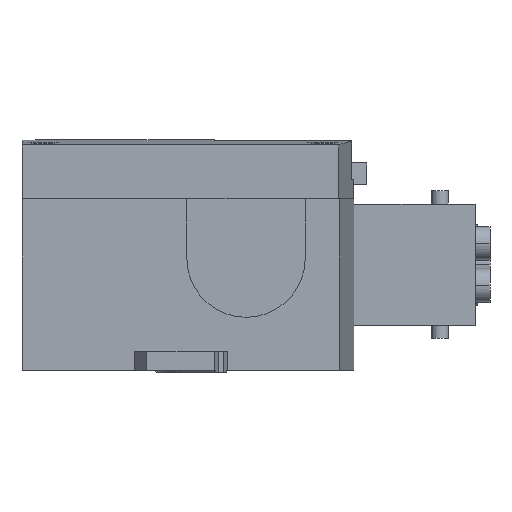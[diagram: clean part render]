
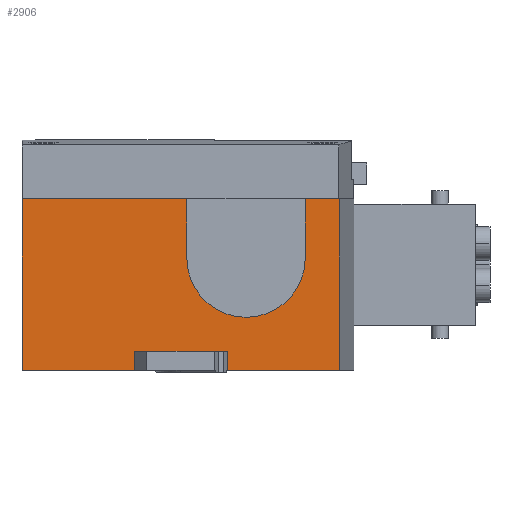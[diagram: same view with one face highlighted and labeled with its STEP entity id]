
A CAD part, left-side view. The second image highlights one B-rep face of the part: STEP entity #2906.
In plain terms, the highlighted planar face has unit normal (-1, 0, 0).
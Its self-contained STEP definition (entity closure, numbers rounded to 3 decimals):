
#1948=LINE('',#9434,#2429);
#1952=LINE('',#9447,#2433);
#1954=LINE('',#9451,#2435);
#1965=LINE('',#9477,#2446);
#1966=LINE('',#9478,#2447);
#1985=LINE('',#9541,#2466);
#1989=LINE('',#9549,#2470);
#2000=LINE('',#9570,#2481);
#2001=LINE('',#9572,#2482);
#2004=LINE('',#9578,#2485);
#2005=LINE('',#9579,#2486);
#2429=VECTOR('',#8074,1.);
#2433=VECTOR('',#8086,1.);
#2435=VECTOR('',#8090,1.);
#2446=VECTOR('',#8113,1.);
#2447=VECTOR('',#8114,1.);
#2466=VECTOR('',#8149,1.);
#2470=VECTOR('',#8157,1.);
#2481=VECTOR('',#8174,1.);
#2482=VECTOR('',#8177,1.);
#2485=VECTOR('',#8182,1.);
#2486=VECTOR('',#8183,1.);
#2906=ADVANCED_FACE('NONE',(#3424),#3183,.T.);
#3183=PLANE('',#7347);
#3424=FACE_OUTER_BOUND('',#3761,.T.);
#3761=EDGE_LOOP('',(#4509,#4510,#4511,#4512,#4513,#4514,#4515,#4516,#4517,
#4518,#4519,#4520));
#4509=ORIENTED_EDGE('',*,*,#6449,.F.);
#4510=ORIENTED_EDGE('',*,*,#6464,.F.);
#4511=ORIENTED_EDGE('',*,*,#6445,.T.);
#4512=ORIENTED_EDGE('',*,*,#6422,.F.);
#4513=ORIENTED_EDGE('',*,*,#6406,.F.);
#4514=ORIENTED_EDGE('',*,*,#6400,.F.);
#4515=ORIENTED_EDGE('',*,*,#6408,.F.);
#4516=ORIENTED_EDGE('',*,*,#6421,.F.);
#4517=ORIENTED_EDGE('',*,*,#6460,.F.);
#4518=ORIENTED_EDGE('',*,*,#6465,.F.);
#4519=ORIENTED_EDGE('',*,*,#6461,.F.);
#4520=ORIENTED_EDGE('',*,*,#6402,.F.);
#5765=VERTEX_POINT('',#9366);
#5785=VERTEX_POINT('',#9433);
#5786=VERTEX_POINT('',#9435);
#5787=VERTEX_POINT('',#9439);
#5788=VERTEX_POINT('',#9440);
#5791=VERTEX_POINT('',#9448);
#5800=VERTEX_POINT('',#9476);
#5801=VERTEX_POINT('',#9479);
#5818=VERTEX_POINT('',#9539);
#5821=VERTEX_POINT('',#9550);
#5827=VERTEX_POINT('',#9569);
#5828=VERTEX_POINT('',#9573);
#6400=EDGE_CURVE('NONE',#5785,#5786,#1948,.T.);
#6402=EDGE_CURVE('NONE',#5787,#5788,#7089,.T.);
#6406=EDGE_CURVE('NONE',#5786,#5791,#1952,.T.);
#6408=EDGE_CURVE('NONE',#5765,#5785,#1954,.T.);
#6421=EDGE_CURVE('NONE',#5800,#5765,#1965,.T.);
#6422=EDGE_CURVE('NONE',#5791,#5801,#1966,.T.);
#6445=EDGE_CURVE('NONE',#5818,#5801,#1985,.T.);
#6449=EDGE_CURVE('NONE',#5821,#5787,#1989,.T.);
#6460=EDGE_CURVE('NONE',#5827,#5800,#2000,.T.);
#6461=EDGE_CURVE('NONE',#5788,#5828,#2001,.T.);
#6464=EDGE_CURVE('NONE',#5818,#5821,#2004,.T.);
#6465=EDGE_CURVE('NONE',#5828,#5827,#2005,.T.);
#7089=CIRCLE('',#7322,14.);
#7322=AXIS2_PLACEMENT_3D('',#9438,#8078,#8079);
#7347=AXIS2_PLACEMENT_3D('',#9580,#8184,#8185);
#8074=DIRECTION('',(0.,1.,0.));
#8078=DIRECTION('',(-1.,0.,0.));
#8079=DIRECTION('',(0.,0.,1.));
#8086=DIRECTION('',(0.,0.,-1.));
#8090=DIRECTION('',(0.,0.,1.));
#8113=DIRECTION('',(0.,1.,0.));
#8114=DIRECTION('',(0.,1.,0.));
#8149=DIRECTION('',(0.,0.,-1.));
#8157=DIRECTION('',(0.,0.,-1.));
#8174=DIRECTION('',(0.,0.,-1.));
#8177=DIRECTION('',(0.,0.,1.));
#8182=DIRECTION('',(0.,-1.,0.));
#8183=DIRECTION('',(0.,-1.,0.));
#8184=DIRECTION('',(-1.,0.,0.));
#8185=DIRECTION('',(0.,-1.,0.));
#9366=CARTESIAN_POINT('',(14.,62.2,0.5));
#9433=CARTESIAN_POINT('',(14.,62.2,5.));
#9434=CARTESIAN_POINT('',(14.,105.8,5.));
#9435=CARTESIAN_POINT('',(14.,84.2,5.));
#9438=CARTESIAN_POINT('',(14.,57.7,27.));
#9439=CARTESIAN_POINT('',(14.,71.7,27.));
#9440=CARTESIAN_POINT('',(14.,43.7,27.));
#9447=CARTESIAN_POINT('',(14.,84.2,-0.1));
#9448=CARTESIAN_POINT('',(14.,84.2,0.5));
#9451=CARTESIAN_POINT('',(14.,62.2,-0.1));
#9476=CARTESIAN_POINT('',(14.,35.7,0.5));
#9477=CARTESIAN_POINT('',(14.,110.7,0.5));
#9478=CARTESIAN_POINT('',(14.,110.7,0.5));
#9479=CARTESIAN_POINT('',(14.,110.7,0.5));
#9539=CARTESIAN_POINT('',(14.,110.7,41.));
#9541=CARTESIAN_POINT('',(14.,110.7,60.5));
#9549=CARTESIAN_POINT('',(14.,71.7,27.));
#9550=CARTESIAN_POINT('',(14.,71.7,41.));
#9569=CARTESIAN_POINT('',(14.,35.7,41.));
#9570=CARTESIAN_POINT('',(14.,35.7,60.5));
#9572=CARTESIAN_POINT('',(14.,43.7,41.));
#9573=CARTESIAN_POINT('',(14.,43.7,41.));
#9578=CARTESIAN_POINT('',(14.,105.8,41.));
#9579=CARTESIAN_POINT('',(14.,105.8,41.));
#9580=CARTESIAN_POINT('',(14.,105.8,-0.1));
